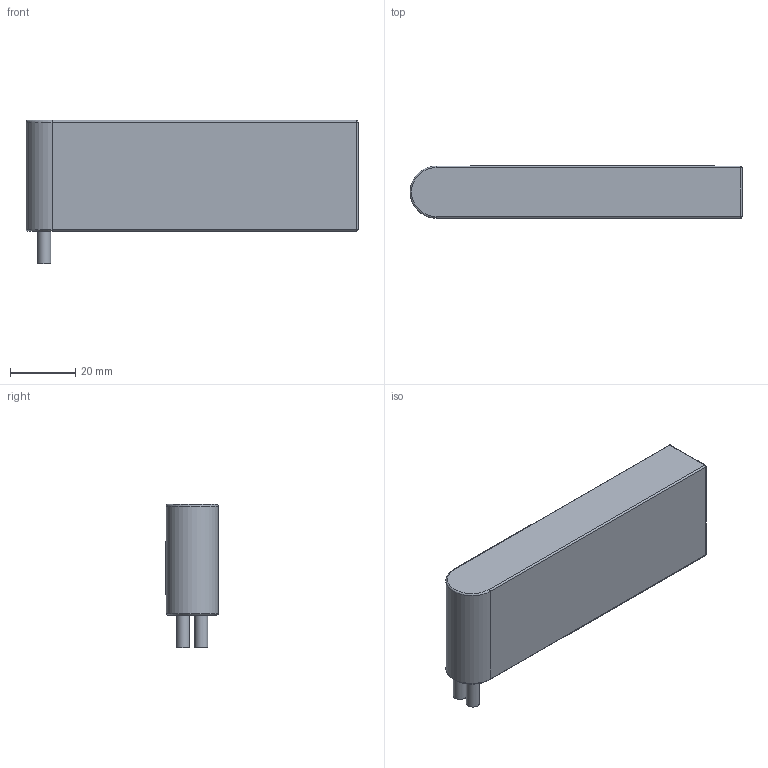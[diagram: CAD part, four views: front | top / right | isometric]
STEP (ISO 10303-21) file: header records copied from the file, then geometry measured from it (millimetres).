
FILE_DESCRIPTION(/* description */ ('STEP AP214'),/* implementation_level */ '2;1');
FILE_NAME(/* name */ '2S 7.step',/* time_stamp */ '2025-09-10T13:16:47+02:00',/* author */ (''),/* organization */ (''),/* preprocessor_version */ 'ST-DEVELOPER v20.1',/* originating_system */ 'Autodesk Translation Framework v14.4.0.0',/* authorisation */ '');
FILE_SCHEMA (('AUTOMOTIVE_DESIGN { 1 0 10303 214 3 1 1 }'));
Products named in the file (2): 2S 7.4V Li-PO Battery; Battery2S2200mAh25C
Assembly tree (1 placements, depth 2):
  2S 7.4V Li-PO Battery
    Battery2S2200mAh25C
Bounding box: 102 x 16.11 x 44 mm (x, y, z)
Volume: 54835.1 mm3; surface area: 11271.8 mm2
Topology: 15 solids, 15 shells, 942 faces, 2510 edges, 1664 vertices
Faces by surface type: plane 556, bspline 347, cylinder 33, sphere 4, torus 2
Full cylindrical faces by diameter (mm): 4 x2
Entity records: 45345 total; most frequent: CARTESIAN_POINT 23200, ORIENTED_EDGE 5012, DIRECTION 3074, EDGE_CURVE 2506, LINE 1742, VECTOR 1742, VERTEX_POINT 1664, EDGE_LOOP 1036
